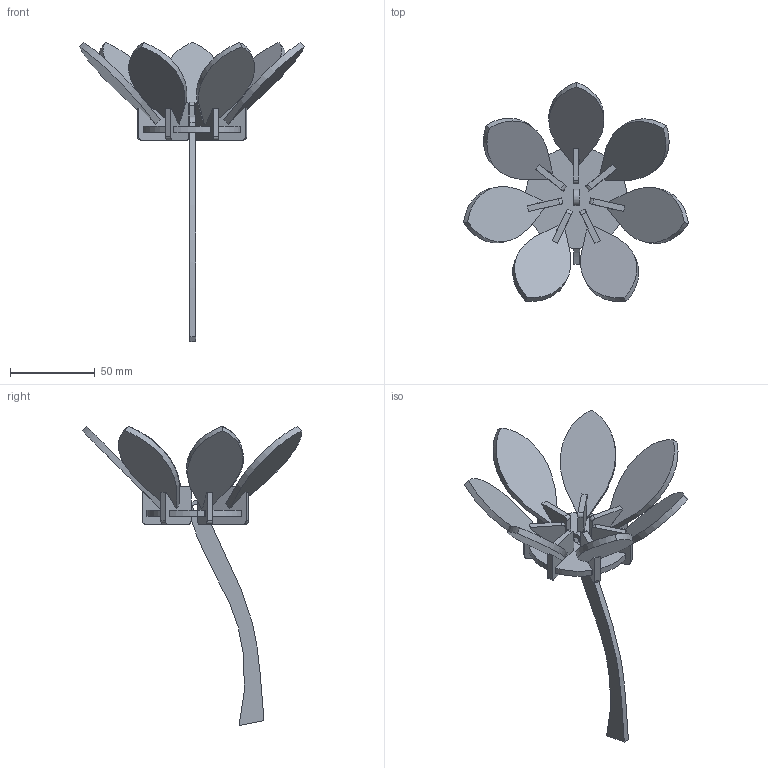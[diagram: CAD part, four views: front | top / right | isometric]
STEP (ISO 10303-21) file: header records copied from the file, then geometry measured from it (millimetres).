
FILE_DESCRIPTION (( 'STEP AP203' ), '1' );
FILE_NAME ('Cardboard FlowerSTEP.STEP', '2025-11-17T18:17:51', ( '' ), ( '' ), 'SwSTEP 2.0', 'SolidWorks 2025', '' );
FILE_SCHEMA (( 'CONFIG_CONTROL_DESIGN' ));
Length unit declared in the file: millimetre
Products named in the file (5): center_2; Cardboard FlowerSTEP; petal connector; petal1; stem
Assembly tree (16 placements, depth 2):
  Cardboard FlowerSTEP
    center_2
    petal connector  x7
    petal1  x7
    stem
Bounding box: 133.03 x 129.94 x 176.79 mm (x, y, z)
Volume: 63524.7 mm3; surface area: 44565.8 mm2
Topology: 16 solids, 16 shells, 264 faces, 696 edges, 464 vertices
Faces by surface type: plane 218, cylinder 30, bspline 16
Entity records: 3773 total; most frequent: CARTESIAN_POINT 591, ORIENTED_EDGE 492, DIRECTION 472, EDGE_CURVE 246, LINE 214, VECTOR 214, VERTEX_POINT 164, AXIS2_PLACEMENT_3D 129
